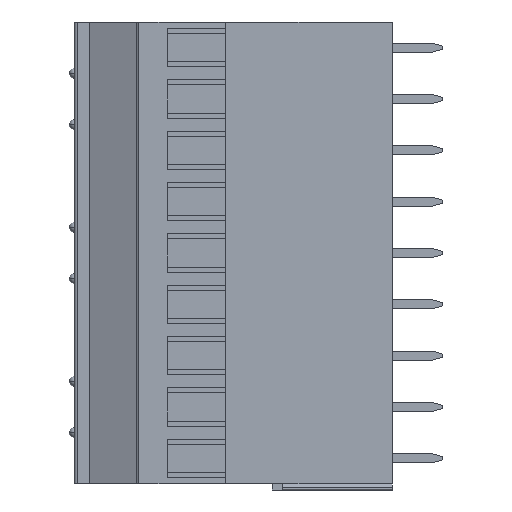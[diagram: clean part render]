
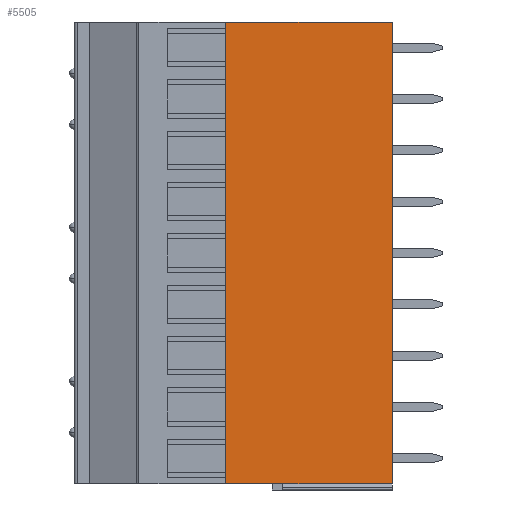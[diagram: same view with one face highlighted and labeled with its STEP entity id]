
A CAD part, left-side view. The second image highlights one B-rep face of the part: STEP entity #5505.
In plain terms, the highlighted planar face has unit normal (-1, 0, 0).
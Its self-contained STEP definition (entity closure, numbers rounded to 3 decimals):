
#40=DIRECTION('',(0.,-1.,0.));
#41=VECTOR('',#40,16.5);
#42=CARTESIAN_POINT('',(-5.55,0.75,43.18));
#43=LINE('',#42,#41);
#156=DIRECTION('',(0.,0.,-1.));
#157=VECTOR('',#156,45.72);
#158=CARTESIAN_POINT('',(-5.55,-15.75,43.18));
#159=LINE('',#158,#157);
#716=DIRECTION('',(0.,0.,-1.));
#717=VECTOR('',#716,45.72);
#718=CARTESIAN_POINT('',(-5.55,0.75,43.18));
#719=LINE('',#718,#717);
#784=DIRECTION('',(0.,-1.,0.));
#785=VECTOR('',#784,16.5);
#786=CARTESIAN_POINT('',(-5.55,0.75,-2.54));
#787=LINE('',#786,#785);
#3650=CARTESIAN_POINT('',(-5.55,0.75,43.18));
#3651=CARTESIAN_POINT('',(-5.55,-15.75,43.18));
#3652=VERTEX_POINT('',#3650);
#3653=VERTEX_POINT('',#3651);
#3674=CARTESIAN_POINT('',(-5.55,0.75,-2.54));
#3675=CARTESIAN_POINT('',(-5.55,-15.75,-2.54));
#3676=VERTEX_POINT('',#3674);
#3677=VERTEX_POINT('',#3675);
#5493=CARTESIAN_POINT('',(-5.55,0.75,43.18));
#5494=DIRECTION('',(-1.,0.,0.));
#5495=DIRECTION('',(0.,-1.,0.));
#5496=AXIS2_PLACEMENT_3D('',#5493,#5494,#5495);
#5497=PLANE('',#5496);
#5498=ORIENTED_EDGE('',*,*,#4711,.T.);
#5499=ORIENTED_EDGE('',*,*,#4800,.T.);
#5501=ORIENTED_EDGE('',*,*,#5500,.F.);
#5502=ORIENTED_EDGE('',*,*,#5248,.F.);
#5503=EDGE_LOOP('',(#5498,#5499,#5501,#5502));
#5504=FACE_OUTER_BOUND('',#5503,.F.);
#4711=EDGE_CURVE('',#3652,#3653,#43,.T.);
#4800=EDGE_CURVE('',#3653,#3677,#159,.T.);
#5248=EDGE_CURVE('',#3652,#3676,#719,.T.);
#5500=EDGE_CURVE('',#3676,#3677,#787,.T.);
#5505=ADVANCED_FACE('',(#5504),#5497,.T.);
